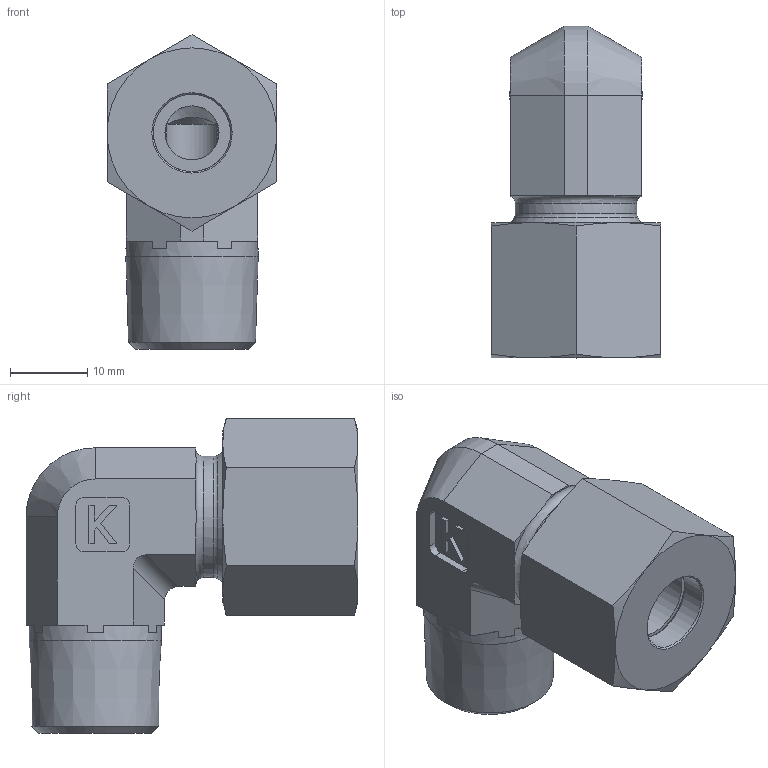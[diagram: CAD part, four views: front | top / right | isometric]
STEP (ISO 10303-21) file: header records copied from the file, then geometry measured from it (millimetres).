
FILE_DESCRIPTION((''),'2;1');
FILE_NAME('24003103818.stp','2014-08-26T10:54:24',(''),('KNOMI spol. s r. o.'),'Autodesk Inventor 2012','Autodesk Inventor 2012','');
FILE_SCHEMA(('AUTOMOTIVE_DESIGN { 1 2 10303 214 0 1 1 1 }'));
Length unit declared in the file: millimetre
Products named in the file (4): LHCR3K 10LRkuž R3/8/M18x1; 23003 103818; 3981018; 40110
Assembly tree (3 placements, depth 2):
  LHCR3K 10LRkuž R3/8/M18x1
    23003 103818
    3981018
    40110
Bounding box: 22 x 42.95 x 40.7 mm (x, y, z)
Volume: 14702.4 mm3; surface area: 7993.6 mm2
Topology: 3 solids, 3 shells, 122 faces, 303 edges, 196 vertices
Faces by surface type: plane 63, cone 33, cylinder 23, torus 3
Full cylindrical faces by diameter (mm): 7 x2, 10 x3, 12.3 x1, 14 x1, 15.7 x1, 16.376 x1, 17.131 x1, 18 x1
Entity records: 3708 total; most frequent: CARTESIAN_POINT 728, DIRECTION 584, ORIENTED_EDGE 522, EDGE_CURVE 261, AXIS2_PLACEMENT_3D 223, VERTEX_POINT 175, EDGE_LOOP 158, VECTOR 138
